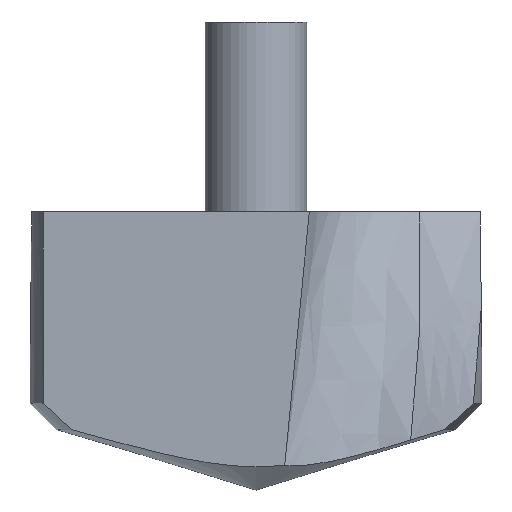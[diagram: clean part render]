
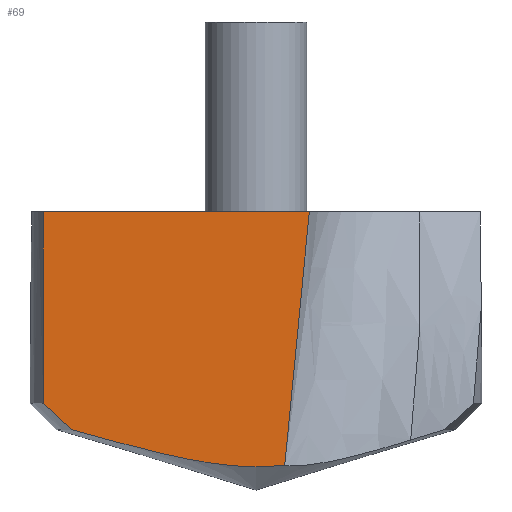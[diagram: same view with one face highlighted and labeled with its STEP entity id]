
A CAD part, front view. The second image highlights one B-rep face of the part: STEP entity #69.
In plain terms, the highlighted planar face has unit normal (0, -1, 0).
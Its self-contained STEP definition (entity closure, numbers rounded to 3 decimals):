
#51=FACE_OUTER_BOUND('',#105,.T.);
#69=ADVANCED_FACE('',(#51),#73,.T.);
#73=PLANE('',#295);
#78=LINE('',#387,#82);
#80=LINE('',#1080,#84);
#82=VECTOR('',#310,1.);
#84=VECTOR('',#328,1.);
#105=EDGE_LOOP('',(#161,#162,#163,#164,#165));
#161=ORIENTED_EDGE('',*,*,#199,.T.);
#162=ORIENTED_EDGE('',*,*,#218,.T.);
#163=ORIENTED_EDGE('',*,*,#221,.T.);
#164=ORIENTED_EDGE('',*,*,#207,.T.);
#165=ORIENTED_EDGE('',*,*,#223,.T.);
#176=VERTEX_POINT('',#386);
#177=VERTEX_POINT('',#388);
#185=VERTEX_POINT('',#430);
#186=VERTEX_POINT('',#437);
#191=VERTEX_POINT('',#1081);
#199=EDGE_CURVE('',#177,#176,#78,.T.);
#207=EDGE_CURVE('',#186,#185,#262,.T.);
#218=EDGE_CURVE('',#176,#191,#80,.T.);
#221=EDGE_CURVE('',#191,#186,#271,.T.);
#223=EDGE_CURVE('',#185,#177,#273,.T.);
#262=B_SPLINE_CURVE_WITH_KNOTS('',3,(#431,#432,#433,#434,#435,#436),
 .UNSPECIFIED.,.F.,.F.,(4,2,4),(0.,0.5,1.),.UNSPECIFIED.);
#271=B_SPLINE_CURVE_WITH_KNOTS('',3,(#1089,#1090,#1091,#1092),
 .UNSPECIFIED.,.F.,.F.,(4,4),(0.,1.),.UNSPECIFIED.);
#273=B_SPLINE_CURVE_WITH_KNOTS('',3,(#1098,#1099,#1100,#1101),
 .UNSPECIFIED.,.F.,.F.,(4,4),(0.,1.),.UNSPECIFIED.);
#295=AXIS2_PLACEMENT_3D('',#2242,#341,#342);
#310=DIRECTION('',(-1.,0.,0.));
#328=DIRECTION('',(0.,0.,-1.));
#341=DIRECTION('',(0.,-1.,0.));
#342=DIRECTION('',(0.,0.,-1.));
#386=CARTESIAN_POINT('',(-12.548,-4.485,0.));
#387=CARTESIAN_POINT('',(3.,-4.485,0.));
#388=CARTESIAN_POINT('',(3.143,-4.485,0.));
#430=CARTESIAN_POINT('',(1.693,-4.485,-14.949));
#431=CARTESIAN_POINT('',(-10.894,-4.485,-12.835));
#432=CARTESIAN_POINT('',(-8.834,-4.485,-13.412));
#433=CARTESIAN_POINT('',(-6.772,-4.485,-13.981));
#434=CARTESIAN_POINT('',(-2.611,-4.485,-14.891));
#435=CARTESIAN_POINT('',(-0.473,-4.485,-15.181));
#436=CARTESIAN_POINT('',(1.693,-4.485,-14.949));
#437=CARTESIAN_POINT('',(-10.894,-4.485,-12.835));
#1080=CARTESIAN_POINT('',(-12.548,-4.485,0.));
#1081=CARTESIAN_POINT('',(-12.548,-4.485,-11.291));
#1089=CARTESIAN_POINT('',(-12.548,-4.485,-11.291));
#1090=CARTESIAN_POINT('',(-11.998,-4.485,-11.808));
#1091=CARTESIAN_POINT('',(-11.447,-4.485,-12.323));
#1092=CARTESIAN_POINT('',(-10.894,-4.485,-12.835));
#1098=CARTESIAN_POINT('',(1.693,-4.485,-14.949));
#1099=CARTESIAN_POINT('',(2.007,-4.485,-9.951));
#1100=CARTESIAN_POINT('',(2.51,-4.485,-4.968));
#1101=CARTESIAN_POINT('',(3.143,-4.485,0.));
#2242=CARTESIAN_POINT('',(0.,-4.485,0.));
